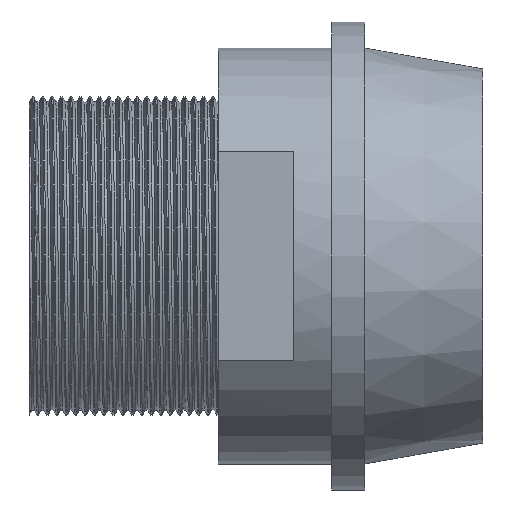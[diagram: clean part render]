
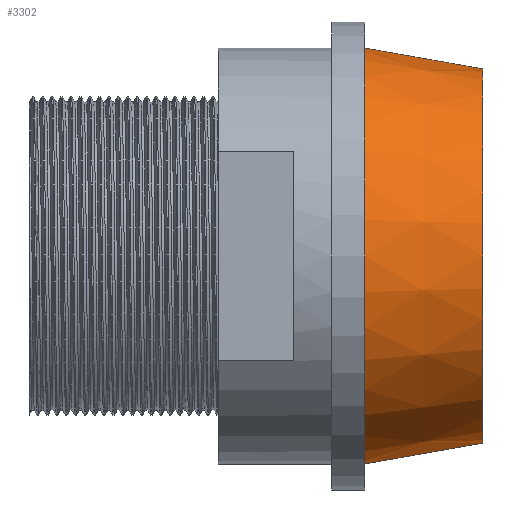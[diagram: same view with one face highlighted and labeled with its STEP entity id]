
A CAD part, front view. The second image highlights one B-rep face of the part: STEP entity #3302.
In plain terms, the highlighted conical face has half-angle 10 degrees and reference radius 22 mm.
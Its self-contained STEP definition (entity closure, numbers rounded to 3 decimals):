
#100 = CARTESIAN_POINT ( 'NONE',  ( -12.5, 0., 22. ) ) ;
#188 = CARTESIAN_POINT ( 'NONE',  ( -12.5, 0., -22. ) ) ;
#434 = EDGE_LOOP ( 'NONE', ( #2118, #535, #2153, #2432 ) ) ;
#535 = ORIENTED_EDGE ( 'NONE', *, *, #876, .T. ) ;
#675 = CARTESIAN_POINT ( 'NONE',  ( 0., 0., 0. ) ) ;
#789 = EDGE_CURVE ( 'NONE', #4718, #4394, #2175, .T. ) ;
#801 = VECTOR ( 'NONE', #1731, 1000. ) ;
#831 = DIRECTION ( 'NONE',  ( 0., 0., 1. ) ) ;
#876 = EDGE_CURVE ( 'NONE', #4718, #3770, #2782, .T. ) ;
#1064 = DIRECTION ( 'NONE',  ( -0.985, 0., 0.174 ) ) ;
#1424 = DIRECTION ( 'NONE',  ( -1., 0., 0. ) ) ;
#1456 = DIRECTION ( 'NONE',  ( 0., 0., 1. ) ) ;
#1493 = AXIS2_PLACEMENT_3D ( 'NONE', #675, #5417, #2121 ) ;
#1579 = CONICAL_SURFACE ( 'NONE', #5660, 22., 0.175 ) ;
#1731 = DIRECTION ( 'NONE',  ( -0.985, 0., -0.174 ) ) ;
#1890 = LINE ( 'NONE', #100, #1891 ) ;
#1891 = VECTOR ( 'NONE', #1064, 1000. ) ;
#2118 = ORIENTED_EDGE ( 'NONE', *, *, #789, .F. ) ;
#2121 = DIRECTION ( 'NONE',  ( 0., 0., 1. ) ) ;
#2153 = ORIENTED_EDGE ( 'NONE', *, *, #2256, .T. ) ;
#2175 = LINE ( 'NONE', #5941, #801 ) ;
#2256 = EDGE_CURVE ( 'NONE', #3770, #3891, #1890, .T. ) ;
#2432 = ORIENTED_EDGE ( 'NONE', *, *, #2475, .F. ) ;
#2475 = EDGE_CURVE ( 'NONE', #4394, #3891, #3270, .T. ) ;
#2782 = CIRCLE ( 'NONE', #1493, 19.796 ) ;
#3270 = CIRCLE ( 'NONE', #4470, 22. ) ;
#3302 = ADVANCED_FACE ( 'NONE', ( #3622 ), #1579, .T. ) ;
#3622 = FACE_OUTER_BOUND ( 'NONE', #434, .T. ) ;
#3770 = VERTEX_POINT ( 'NONE', #6101 ) ;
#3891 = VERTEX_POINT ( 'NONE', #4338 ) ;
#4298 = CARTESIAN_POINT ( 'NONE',  ( -12.5, 0., 0. ) ) ;
#4338 = CARTESIAN_POINT ( 'NONE',  ( -12.5, 0., 22. ) ) ;
#4394 = VERTEX_POINT ( 'NONE', #188 ) ;
#4470 = AXIS2_PLACEMENT_3D ( 'NONE', #4298, #1424, #1456 ) ;
#4718 = VERTEX_POINT ( 'NONE', #5310 ) ;
#5052 = CARTESIAN_POINT ( 'NONE',  ( -12.5, 0., 0. ) ) ;
#5146 = DIRECTION ( 'NONE',  ( -1., 0., 0. ) ) ;
#5310 = CARTESIAN_POINT ( 'NONE',  ( 0., 0., -19.796 ) ) ;
#5417 = DIRECTION ( 'NONE',  ( -1., 0., 0. ) ) ;
#5660 = AXIS2_PLACEMENT_3D ( 'NONE', #5052, #5146, #831 ) ;
#5941 = CARTESIAN_POINT ( 'NONE',  ( -12.5, 0., -22. ) ) ;
#6101 = CARTESIAN_POINT ( 'NONE',  ( 0., 0., 19.796 ) ) ;
